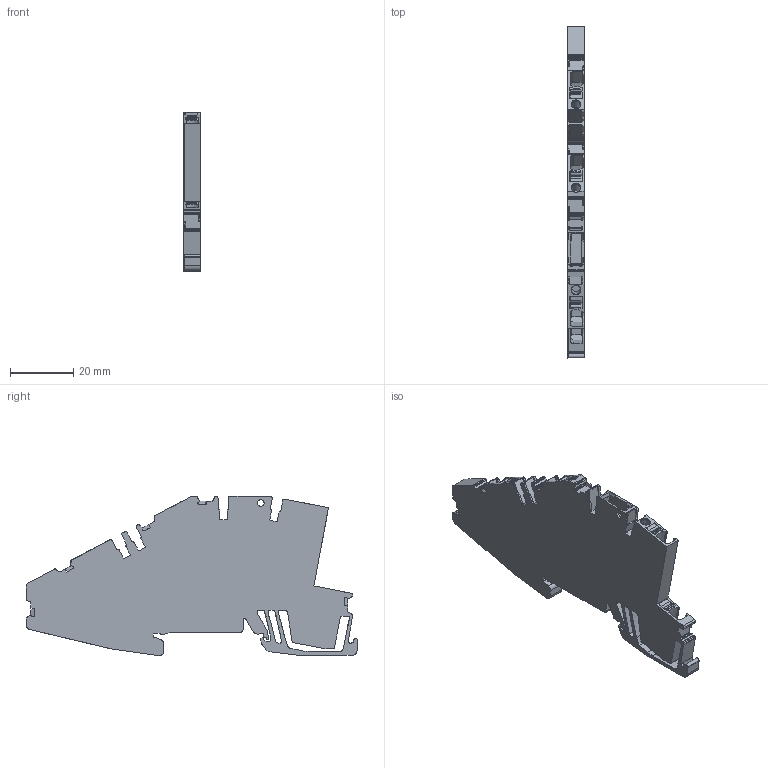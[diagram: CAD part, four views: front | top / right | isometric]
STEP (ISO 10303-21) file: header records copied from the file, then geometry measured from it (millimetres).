
FILE_DESCRIPTION(('CATIA V5 STEP Exchange','CAx-IF Rec.Pracs.--- Model Styling and Organization---1.4--- 2014-01-23'),'2;1');
FILE_NAME ('D1463602_2', '2023-06-13T10:41:12+00:00', ('none'), ('Weidmueller'), 'CATIA Version 5-6 Release 2016 SP3 HF44', 'CATIA V5 STEP AP214', 'none');
FILE_SCHEMA(('AUTOMOTIVE_DESIGN { 1 0 10303 214 1 1 1 1 }'));
Length unit declared in the file: millimetre
Products named in the file (1): 2668990000_S
Bounding box: 5.1 x 104.58 x 50.21 mm (x, y, z)
Volume: 16375.1 mm3; surface area: 10809.1 mm2
Topology: 5 solids, 5 shells, 978 faces, 2836 edges, 1878 vertices
Faces by surface type: plane 431, cylinder 366, extrusion 157, torus 12, bspline 6, cone 6
Entity records: 35830 total; most frequent: CARTESIAN_POINT 10336, ORIENTED_EDGE 5672, DIRECTION 3971, EDGE_CURVE 2836, VECTOR 1993, VERTEX_POINT 1878, LINE 1836, AXIS2_PLACEMENT_3D 1246
